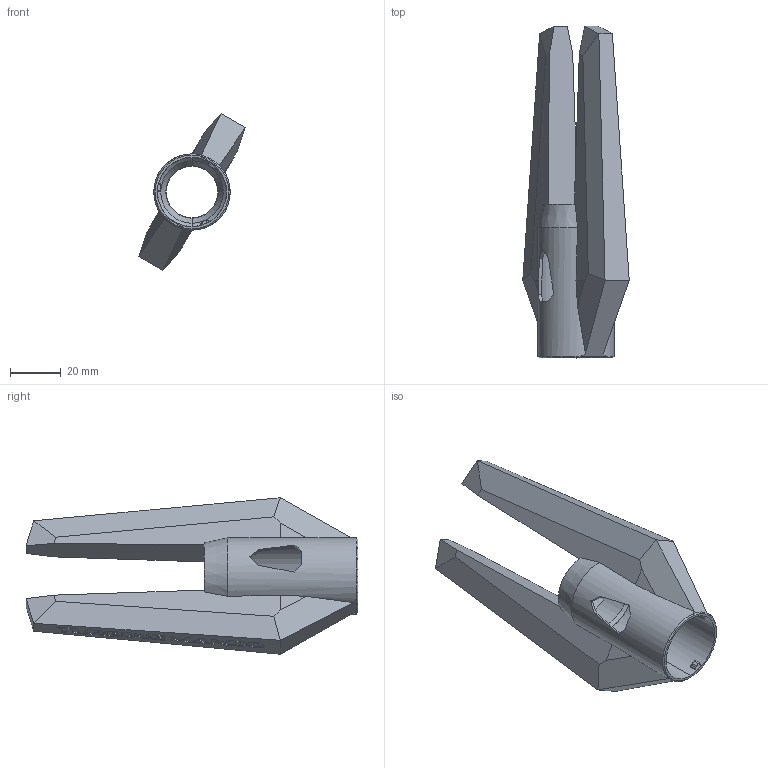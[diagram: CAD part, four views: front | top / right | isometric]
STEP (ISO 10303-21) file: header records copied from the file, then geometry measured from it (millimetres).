
FILE_DESCRIPTION (( 'STEP AP203' ), '1' );
FILE_NAME ('Turbine_Mini_Shroud_SciFi_Mando_V2.STEP', '2022-05-17T14:00:57', ( '' ), ( '' ), 'SwSTEP 2.0', 'SolidWorks 2014', '' );
FILE_SCHEMA (( 'CONFIG_CONTROL_DESIGN' ));
Length unit declared in the file: millimetre
Products named in the file (1): Turbine_Mini_Shroud_SciFi_Mando_V2
Bounding box: 41.89 x 130.5 x 61.55 mm (x, y, z)
Volume: 49489.1 mm3; surface area: 20670.8 mm2
Topology: 1 solids, 1 shells, 329 faces, 906 edges, 599 vertices
Faces by surface type: plane 186, bspline 103, cone 20, cylinder 20
Entity records: 14458 total; most frequent: CARTESIAN_POINT 6862, ORIENTED_EDGE 1812, DIRECTION 1133, EDGE_CURVE 906, VERTEX_POINT 599, LINE 553, VECTOR 553, EDGE_LOOP 355
